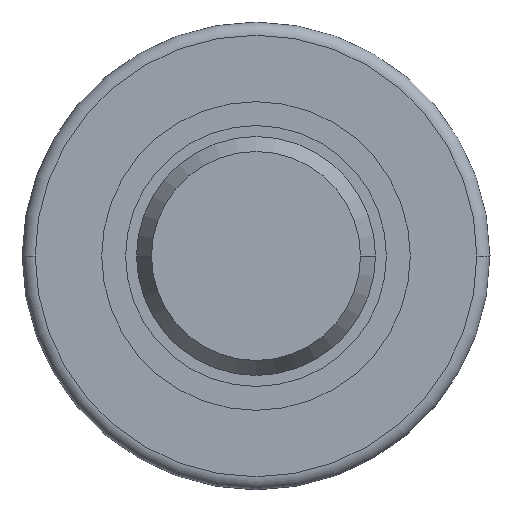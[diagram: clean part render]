
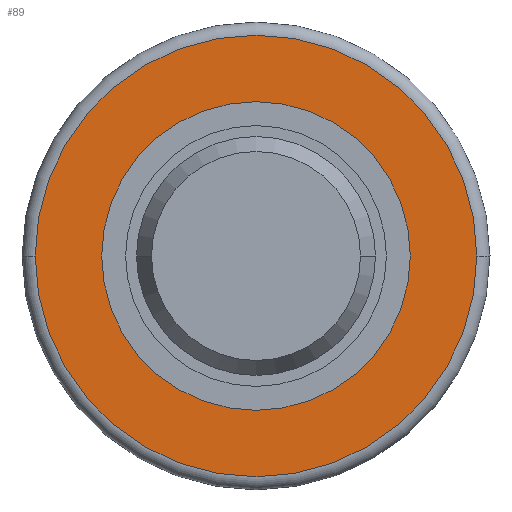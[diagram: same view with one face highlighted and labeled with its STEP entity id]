
A CAD part, left-side view. The second image highlights one B-rep face of the part: STEP entity #89.
In plain terms, the highlighted planar face has unit normal (-1, 0, 0).
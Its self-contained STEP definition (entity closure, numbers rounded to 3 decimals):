
#89=ADVANCED_FACE('',(#157,#158),#159,.F.);
#157=FACE_OUTER_BOUND('',#265,.T.);
#158=FACE_BOUND('',#266,.T.);
#159=PLANE('',#267);
#265=EDGE_LOOP('',(#528,#529));
#266=EDGE_LOOP('',(#530,#531));
#267=AXIS2_PLACEMENT_3D('',#532,#533,#534);
#528=ORIENTED_EDGE('',*,*,#821,.F.);
#529=ORIENTED_EDGE('',*,*,#822,.T.);
#530=ORIENTED_EDGE('',*,*,#820,.F.);
#531=ORIENTED_EDGE('',*,*,#818,.T.);
#532=CARTESIAN_POINT('',(15.5,0.0,0.0));
#533=DIRECTION('',(1.0,0.0,0.0));
#534=DIRECTION('',(0.0,1.0,0.0));
#818=EDGE_CURVE('',#949,#947,#950,.T.);
#820=EDGE_CURVE('',#949,#947,#952,.T.);
#821=EDGE_CURVE('',#953,#954,#955,.T.);
#822=EDGE_CURVE('',#953,#954,#956,.T.);
#947=VERTEX_POINT('',#1157);
#949=VERTEX_POINT('',#1160);
#950=CIRCLE('',#1161,35.05);
#952=CIRCLE('',#1164,35.05);
#953=VERTEX_POINT('',#1165);
#954=VERTEX_POINT('',#1166);
#955=CIRCLE('',#1167,50.8);
#956=CIRCLE('',#1168,50.8);
#1157=CARTESIAN_POINT('',(15.5,-35.05,0.0));
#1160=CARTESIAN_POINT('',(15.5,35.05,0.0));
#1161=AXIS2_PLACEMENT_3D('',#1416,#1417,#1418);
#1164=AXIS2_PLACEMENT_3D('',#1420,#1421,#1422);
#1165=CARTESIAN_POINT('',(15.5,50.8,0.0));
#1166=CARTESIAN_POINT('',(15.5,-50.8,0.));
#1167=AXIS2_PLACEMENT_3D('',#1423,#1424,#1425);
#1168=AXIS2_PLACEMENT_3D('',#1426,#1427,#1428);
#1416=CARTESIAN_POINT('',(15.5,0.0,0.0));
#1417=DIRECTION('',(1.0,0.0,0.0));
#1418=DIRECTION('',(0.0,1.0,0.0));
#1420=CARTESIAN_POINT('',(15.5,0.0,0.0));
#1421=DIRECTION('',(-1.0,0.0,0.0));
#1422=DIRECTION('',(0.0,1.0,0.0));
#1423=CARTESIAN_POINT('',(15.5,0.0,0.0));
#1424=DIRECTION('',(1.0,0.0,0.0));
#1425=DIRECTION('',(0.0,1.0,0.0));
#1426=CARTESIAN_POINT('',(15.5,0.0,0.0));
#1427=DIRECTION('',(-1.0,0.0,0.0));
#1428=DIRECTION('',(0.0,1.0,0.0));
